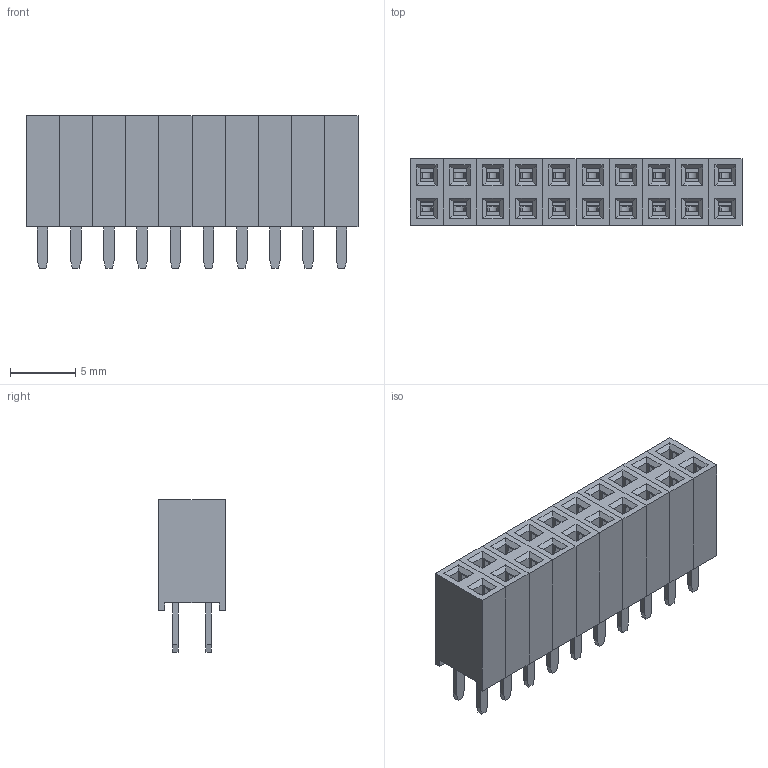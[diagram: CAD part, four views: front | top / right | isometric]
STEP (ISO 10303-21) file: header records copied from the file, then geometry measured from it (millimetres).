
FILE_DESCRIPTION (( 'STEP AP214' ), '1' );
FILE_NAME ('User Library-HeaderRangLuocKepThang2.54mm.STEP', '2019-04-08T09:34:05', ( '' ), ( '' ), 'SwSTEP 2.0', 'SolidWorks 2019', '' );
FILE_SCHEMA (( 'AUTOMOTIVE_DESIGN' ));
Length unit declared in the file: millimetre
Products named in the file (1): User Library-HeaderRangLuocKepThang2.54mm
Bounding box: 25.4 x 5.08 x 11.7 mm (x, y, z)
Volume: 900.2 mm3; surface area: 2991.8 mm2
Topology: 10 solids, 10 shells, 860 faces, 2440 edges, 1600 vertices
Faces by surface type: plane 840, cylinder 20
Entity records: 36979 total; most frequent: CARTESIAN_POINT 4901, ORIENTED_EDGE 4880, DIRECTION 4202, EDGE_CURVE 2440, VECTOR 2400, LINE 2400, VERTEX_POINT 1600, EDGE_LOOP 940
